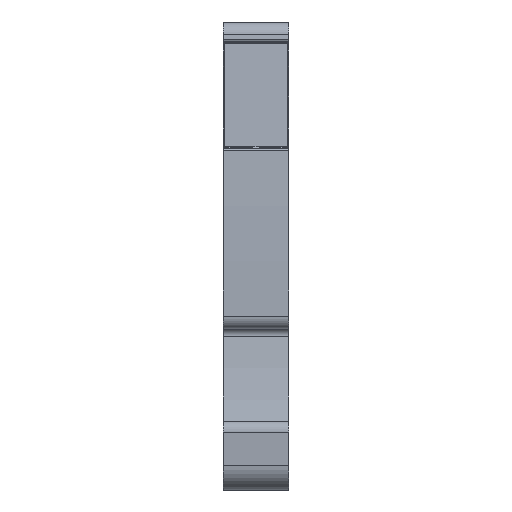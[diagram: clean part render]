
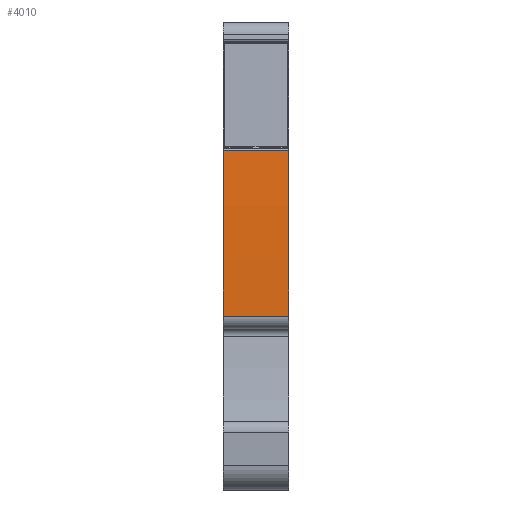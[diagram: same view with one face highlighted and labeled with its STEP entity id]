
A CAD part, front view. The second image highlights one B-rep face of the part: STEP entity #4010.
In plain terms, the highlighted cylindrical face has radius 154.9 mm (diameter 309.8 mm), a partial arc.
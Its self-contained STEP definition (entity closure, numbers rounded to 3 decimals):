
#2995=AXIS2_PLACEMENT_3D('Cylinder Axis2P3D',#2992,#2993,#2994) ;
#3971=AXIS2_PLACEMENT_3D('Circle Axis2P3D',#3969,#3970,$) ;
#3978=AXIS2_PLACEMENT_3D('Circle Axis2P3D',#3976,#3977,$) ;
#3985=AXIS2_PLACEMENT_3D('Circle Axis2P3D',#3983,#3984,$) ;
#3999=AXIS2_PLACEMENT_3D('Circle Axis2P3D',#3997,#3998,$) ;
#2992=CARTESIAN_POINT('Axis2P3D Location',(2.55,156.387,17.05)) ;
#3947=CARTESIAN_POINT('Vertex',(5.1,1.761,26.266)) ;
#3954=CARTESIAN_POINT('Vertex',(0.,1.761,26.266)) ;
#3957=CARTESIAN_POINT('Line Origine',(2.55,1.761,26.266)) ;
#3969=CARTESIAN_POINT('Axis2P3D Location',(5.1,156.387,17.05)) ;
#3973=CARTESIAN_POINT('Vertex',(5.1,1.528,13.45)) ;
#3976=CARTESIAN_POINT('Axis2P3D Location',(0.,156.387,17.05)) ;
#3980=CARTESIAN_POINT('Vertex',(0.,1.528,13.45)) ;
#3983=CARTESIAN_POINT('Axis2P3D Location',(0.,156.387,17.05)) ;
#3987=CARTESIAN_POINT('Vertex',(0.,1.529,13.427)) ;
#3990=CARTESIAN_POINT('Line Origine',(2.55,1.529,13.427)) ;
#3994=CARTESIAN_POINT('Vertex',(5.1,1.529,13.427)) ;
#3997=CARTESIAN_POINT('Axis2P3D Location',(5.1,156.387,17.05)) ;
#2993=DIRECTION('Axis2P3D Direction',(1.,0.,0.)) ;
#2994=DIRECTION('Axis2P3D XDirection',(0.,-0.993,0.118)) ;
#3958=DIRECTION('Vector Direction',(1.,0.,0.)) ;
#3970=DIRECTION('Axis2P3D Direction',(1.,0.,0.)) ;
#3977=DIRECTION('Axis2P3D Direction',(1.,0.,0.)) ;
#3984=DIRECTION('Axis2P3D Direction',(1.,0.,0.)) ;
#3991=DIRECTION('Vector Direction',(1.,0.,0.)) ;
#3998=DIRECTION('Axis2P3D Direction',(1.,0.,0.)) ;
#3959=VECTOR('Line Direction',#3958,1.) ;
#3992=VECTOR('Line Direction',#3991,1.) ;
#4003=ORIENTED_EDGE('',*,*,#3975,.F.) ;
#4004=ORIENTED_EDGE('',*,*,#3961,.F.) ;
#4005=ORIENTED_EDGE('',*,*,#3982,.T.) ;
#4006=ORIENTED_EDGE('',*,*,#3989,.T.) ;
#4007=ORIENTED_EDGE('',*,*,#3996,.T.) ;
#4008=ORIENTED_EDGE('',*,*,#4001,.F.) ;
#4010=ADVANCED_FACE('MLD',(#4009),#2996,.T.) ;
#3972=CIRCLE('generated circle',#3971,154.9) ;
#3979=CIRCLE('generated circle',#3978,154.9) ;
#3986=CIRCLE('generated circle',#3985,154.9) ;
#4000=CIRCLE('generated circle',#3999,154.9) ;
#2996=CYLINDRICAL_SURFACE('generated cylinder',#2995,154.9) ;
#3961=EDGE_CURVE('',#3955,#3948,#3960,.T.) ;
#3975=EDGE_CURVE('',#3948,#3974,#3972,.T.) ;
#3982=EDGE_CURVE('',#3955,#3981,#3979,.T.) ;
#3989=EDGE_CURVE('',#3981,#3988,#3986,.T.) ;
#3996=EDGE_CURVE('',#3988,#3995,#3993,.T.) ;
#4001=EDGE_CURVE('',#3974,#3995,#4000,.T.) ;
#4002=EDGE_LOOP('',(#4003,#4004,#4005,#4006,#4007,#4008)) ;
#4009=FACE_OUTER_BOUND('',#4002,.T.) ;
#3960=LINE('Line',#3957,#3959) ;
#3993=LINE('Line',#3990,#3992) ;
#3948=VERTEX_POINT('',#3947) ;
#3955=VERTEX_POINT('',#3954) ;
#3974=VERTEX_POINT('',#3973) ;
#3981=VERTEX_POINT('',#3980) ;
#3988=VERTEX_POINT('',#3987) ;
#3995=VERTEX_POINT('',#3994) ;
